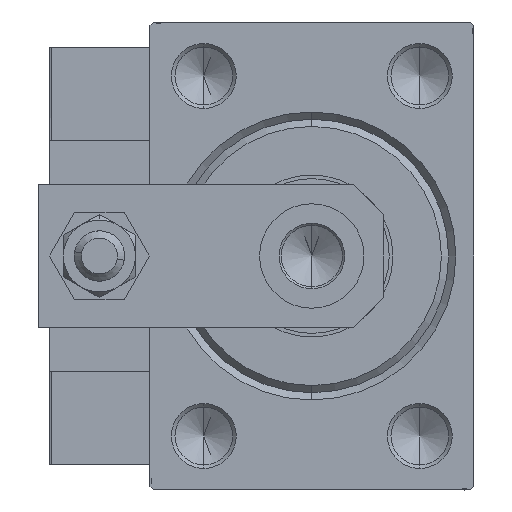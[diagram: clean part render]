
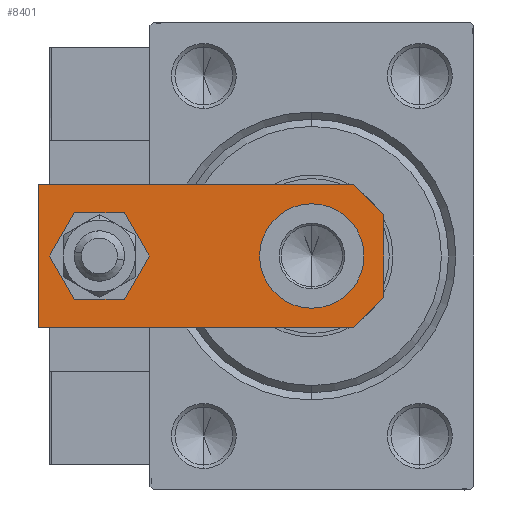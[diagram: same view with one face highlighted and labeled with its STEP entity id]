
A CAD part, left-side view. The second image highlights one B-rep face of the part: STEP entity #8401.
In plain terms, the highlighted face is planar.
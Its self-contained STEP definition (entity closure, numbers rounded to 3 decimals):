
#1067 = EDGE_CURVE ( 'NONE', #33514, #26402, #42898, .T. ) ;
#2179 = PLANE ( 'NONE',  #2911 ) ;
#2424 = CARTESIAN_POINT ( 'NONE',  ( 10., 0., 6. ) ) ;
#2911 = AXIS2_PLACEMENT_3D ( 'NONE', #28893, #29407, #5582 ) ;
#3679 = LINE ( 'NONE', #47661, #48560 ) ;
#3843 = VERTEX_POINT ( 'NONE', #47995 ) ;
#3866 = EDGE_CURVE ( 'NONE', #3843, #25373, #12408, .T. ) ;
#4563 = CIRCLE ( 'NONE', #10432, 7.25 ) ;
#5046 = CARTESIAN_POINT ( 'NONE',  ( -2.88, -2.88, 6. ) ) ;
#5090 = CARTESIAN_POINT ( 'NONE',  ( 2.88, -2.88, 6. ) ) ;
#5582 = DIRECTION ( 'NONE',  ( 1., 0., 0. ) ) ;
#6389 = LINE ( 'NONE', #6653, #48441 ) ;
#6550 = LINE ( 'NONE', #14927, #7917 ) ;
#6653 = CARTESIAN_POINT ( 'NONE',  ( 10., 48., 6. ) ) ;
#7239 = CARTESIAN_POINT ( 'NONE',  ( -10., 48., 6. ) ) ;
#7877 = ORIENTED_EDGE ( 'NONE', *, *, #46287, .F. ) ;
#7917 = VECTOR ( 'NONE', #18074, 1000. ) ;
#7939 = EDGE_CURVE ( 'NONE', #25373, #46326, #6550, .T. ) ;
#8401 = ADVANCED_FACE ( 'NONE', ( #13461, #22058, #38041 ), #2179, .T. ) ;
#8601 = ORIENTED_EDGE ( 'NONE', *, *, #1067, .F. ) ;
#10392 = EDGE_CURVE ( 'NONE', #46326, #50655, #24456, .T. ) ;
#10432 = AXIS2_PLACEMENT_3D ( 'NONE', #34977, #26318, #43086 ) ;
#11363 = VECTOR ( 'NONE', #28652, 1000. ) ;
#12059 = DIRECTION ( 'NONE',  ( 0., -1., 0. ) ) ;
#12408 = LINE ( 'NONE', #5046, #38840 ) ;
#12676 = EDGE_CURVE ( 'NONE', #50655, #39101, #22563, .T. ) ;
#12866 = ORIENTED_EDGE ( 'NONE', *, *, #28419, .T. ) ;
#13461 = FACE_BOUND ( 'NONE', #37092, .T. ) ;
#14105 = CARTESIAN_POINT ( 'NONE',  ( -4., 39.5, 6. ) ) ;
#14927 = CARTESIAN_POINT ( 'NONE',  ( -10., 0., 6. ) ) ;
#16029 = ORIENTED_EDGE ( 'NONE', *, *, #38781, .F. ) ;
#16709 = CARTESIAN_POINT ( 'NONE',  ( 0., 39.5, 6. ) ) ;
#18074 = DIRECTION ( 'NONE',  ( 1., 0., 0. ) ) ;
#18289 = DIRECTION ( 'NONE',  ( 0., 0., 1. ) ) ;
#18361 = CIRCLE ( 'NONE', #30044, 4. ) ;
#18912 = CIRCLE ( 'NONE', #46482, 4. ) ;
#20340 = AXIS2_PLACEMENT_3D ( 'NONE', #45786, #18289, #34502 ) ;
#22006 = CARTESIAN_POINT ( 'NONE',  ( 7.25, 10., 6. ) ) ;
#22058 = FACE_OUTER_BOUND ( 'NONE', #34418, .T. ) ;
#22563 = LINE ( 'NONE', #2424, #49876 ) ;
#24456 = LINE ( 'NONE', #5090, #11363 ) ;
#25373 = VERTEX_POINT ( 'NONE', #49398 ) ;
#25849 = VERTEX_POINT ( 'NONE', #14105 ) ;
#26318 = DIRECTION ( 'NONE',  ( 0., 0., 1. ) ) ;
#26402 = VERTEX_POINT ( 'NONE', #22006 ) ;
#27256 = DIRECTION ( 'NONE',  ( 0., 1., 0. ) ) ;
#27284 = EDGE_CURVE ( 'NONE', #35711, #3843, #3679, .T. ) ;
#28146 = EDGE_CURVE ( 'NONE', #25849, #34691, #18361, .T. ) ;
#28419 = EDGE_CURVE ( 'NONE', #39101, #35711, #6389, .T. ) ;
#28652 = DIRECTION ( 'NONE',  ( 0.707, 0.707, 0. ) ) ;
#28893 = CARTESIAN_POINT ( 'NONE',  ( 0., 0., 6. ) ) ;
#29407 = DIRECTION ( 'NONE',  ( 0., 0., 1. ) ) ;
#30044 = AXIS2_PLACEMENT_3D ( 'NONE', #31768, #47736, #51664 ) ;
#31768 = CARTESIAN_POINT ( 'NONE',  ( 0., 39.5, 6. ) ) ;
#32681 = DIRECTION ( 'NONE',  ( 0., 0., 1. ) ) ;
#33118 = CARTESIAN_POINT ( 'NONE',  ( 10., 48., 6. ) ) ;
#33514 = VERTEX_POINT ( 'NONE', #39615 ) ;
#34418 = EDGE_LOOP ( 'NONE', ( #47512, #42662, #48982, #42122, #39519, #12866 ) ) ;
#34502 = DIRECTION ( 'NONE',  ( 1., 0., 0. ) ) ;
#34691 = VERTEX_POINT ( 'NONE', #42835 ) ;
#34977 = CARTESIAN_POINT ( 'NONE',  ( 0., 10., 6. ) ) ;
#35711 = VERTEX_POINT ( 'NONE', #7239 ) ;
#36625 = ORIENTED_EDGE ( 'NONE', *, *, #28146, .F. ) ;
#37092 = EDGE_LOOP ( 'NONE', ( #36625, #7877 ) ) ;
#37651 = CARTESIAN_POINT ( 'NONE',  ( 10., 4.24, 6. ) ) ;
#38041 = FACE_BOUND ( 'NONE', #47764, .T. ) ;
#38597 = DIRECTION ( 'NONE',  ( -1., 0., 0. ) ) ;
#38781 = EDGE_CURVE ( 'NONE', #26402, #33514, #4563, .T. ) ;
#38840 = VECTOR ( 'NONE', #44595, 1000. ) ;
#39101 = VERTEX_POINT ( 'NONE', #33118 ) ;
#39493 = DIRECTION ( 'NONE',  ( 1., 0., 0. ) ) ;
#39519 = ORIENTED_EDGE ( 'NONE', *, *, #12676, .T. ) ;
#39615 = CARTESIAN_POINT ( 'NONE',  ( -7.25, 10., 6. ) ) ;
#42122 = ORIENTED_EDGE ( 'NONE', *, *, #10392, .T. ) ;
#42662 = ORIENTED_EDGE ( 'NONE', *, *, #3866, .T. ) ;
#42835 = CARTESIAN_POINT ( 'NONE',  ( 4., 39.5, 6. ) ) ;
#42898 = CIRCLE ( 'NONE', #20340, 7.25 ) ;
#43086 = DIRECTION ( 'NONE',  ( 1., 0., 0. ) ) ;
#44595 = DIRECTION ( 'NONE',  ( 0.707, -0.707, 0. ) ) ;
#44982 = CARTESIAN_POINT ( 'NONE',  ( 5.76, 0., 6. ) ) ;
#45786 = CARTESIAN_POINT ( 'NONE',  ( 0., 10., 6. ) ) ;
#46287 = EDGE_CURVE ( 'NONE', #34691, #25849, #18912, .T. ) ;
#46326 = VERTEX_POINT ( 'NONE', #44982 ) ;
#46482 = AXIS2_PLACEMENT_3D ( 'NONE', #16709, #32681, #39493 ) ;
#47512 = ORIENTED_EDGE ( 'NONE', *, *, #27284, .T. ) ;
#47661 = CARTESIAN_POINT ( 'NONE',  ( -10., 48., 6. ) ) ;
#47736 = DIRECTION ( 'NONE',  ( 0., 0., 1. ) ) ;
#47764 = EDGE_LOOP ( 'NONE', ( #8601, #16029 ) ) ;
#47995 = CARTESIAN_POINT ( 'NONE',  ( -10., 4.24, 6. ) ) ;
#48441 = VECTOR ( 'NONE', #38597, 1000. ) ;
#48560 = VECTOR ( 'NONE', #12059, 1000. ) ;
#48982 = ORIENTED_EDGE ( 'NONE', *, *, #7939, .T. ) ;
#49398 = CARTESIAN_POINT ( 'NONE',  ( -5.76, 0., 6. ) ) ;
#49876 = VECTOR ( 'NONE', #27256, 1000. ) ;
#50655 = VERTEX_POINT ( 'NONE', #37651 ) ;
#51664 = DIRECTION ( 'NONE',  ( 1., 0., 0. ) ) ;
